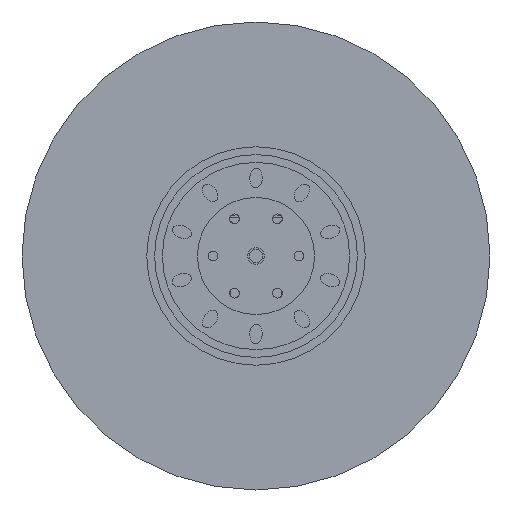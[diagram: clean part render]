
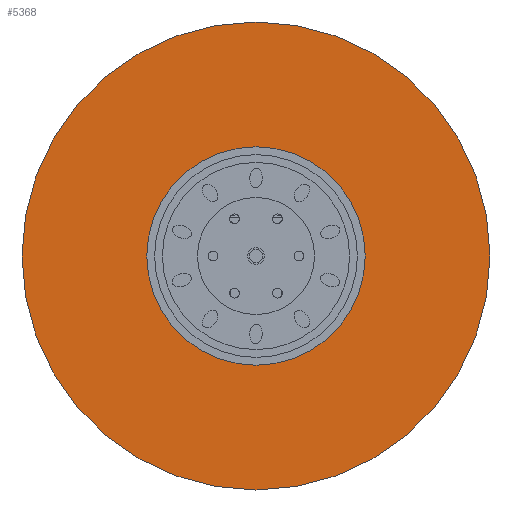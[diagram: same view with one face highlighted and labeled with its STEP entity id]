
A CAD part, front view. The second image highlights one B-rep face of the part: STEP entity #5368.
In plain terms, the highlighted planar face has unit normal (0, -1, 0).
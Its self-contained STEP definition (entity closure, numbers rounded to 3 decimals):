
#494=FACE_BOUND('',#1336,.T.);
#628=PLANE('',#6085);
#935=FACE_OUTER_BOUND('',#1335,.T.);
#1335=EDGE_LOOP('',(#4915));
#1336=EDGE_LOOP('',(#4916));
#2283=CIRCLE('',#6082,28.);
#2285=CIRCLE('',#6086,60.);
#2753=VERTEX_POINT('',#13278);
#2755=VERTEX_POINT('',#13285);
#3473=EDGE_CURVE('',#2753,#2753,#2283,.T.);
#3476=EDGE_CURVE('',#2755,#2755,#2285,.T.);
#4915=ORIENTED_EDGE('',*,*,#3476,.F.);
#4916=ORIENTED_EDGE('',*,*,#3473,.T.);
#5368=ADVANCED_FACE('',(#935,#494),#628,.F.);
#6082=AXIS2_PLACEMENT_3D('',#13279,#7631,#7632);
#6085=AXIS2_PLACEMENT_3D('',#13284,#7638,#7639);
#6086=AXIS2_PLACEMENT_3D('',#13286,#7640,#7641);
#7631=DIRECTION('center_axis',(0.,1.,0.));
#7632=DIRECTION('ref_axis',(1.,0.,0.));
#7638=DIRECTION('center_axis',(0.,1.,0.));
#7639=DIRECTION('ref_axis',(1.,0.,0.));
#7640=DIRECTION('center_axis',(0.,1.,0.));
#7641=DIRECTION('ref_axis',(1.,0.,0.));
#13278=CARTESIAN_POINT('',(-28.,0.,0.));
#13279=CARTESIAN_POINT('Origin',(0.,0.,0.));
#13284=CARTESIAN_POINT('Origin',(0.,0.,0.));
#13285=CARTESIAN_POINT('',(-60.,0.,0.));
#13286=CARTESIAN_POINT('Origin',(0.,0.,0.));
